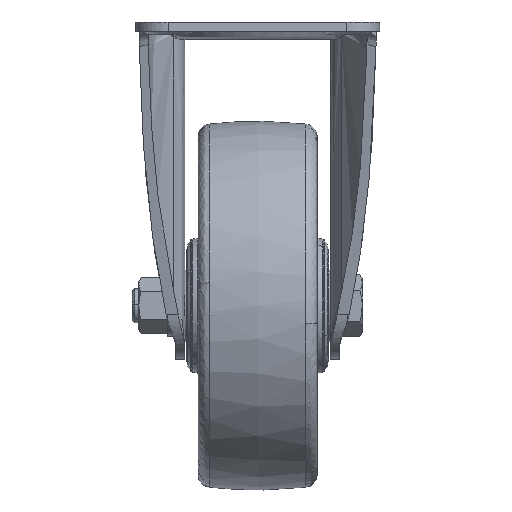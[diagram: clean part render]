
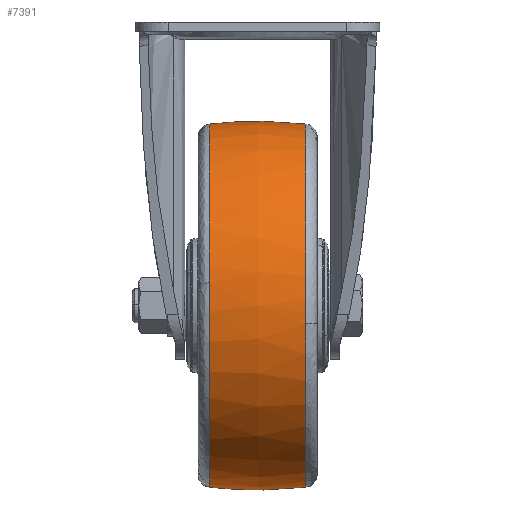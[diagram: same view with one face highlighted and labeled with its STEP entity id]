
A CAD part, left-side view. The second image highlights one B-rep face of the part: STEP entity #7391.
In plain terms, the highlighted free-form (B-spline) face has degree [2, 2] with [5, 7] control points.
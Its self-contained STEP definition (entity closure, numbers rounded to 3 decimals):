
#6893=CARTESIAN_POINT('',(-63.527,17.01,-91.975));
#6894=VERTEX_POINT('',#6893);
#6908=CARTESIAN_POINT('',(0.0,17.01,-35.968));
#6909=VERTEX_POINT('',#6908);
#6910=CARTESIAN_POINT('',(0.0,17.01,-35.968));
#6911=CARTESIAN_POINT('',(-56.452,17.01,-35.968));
#6912=CARTESIAN_POINT('',(-63.527,17.01,-91.975));
#6920=(BOUNDED_CURVE()B_SPLINE_CURVE(2,(#6910,#6911,#6912),.UNSPECIFIED.,.F.,.U.)B_SPLINE_CURVE_WITH_KNOTS((3,3),(0.5,0.728),.UNSPECIFIED.)CURVE()GEOMETRIC_REPRESENTATION_ITEM()RATIONAL_B_SPLINE_CURVE((1.0,0.733,0.954))REPRESENTATION_ITEM(''));
#6921=EDGE_CURVE('',#6909,#6894,#6920,.T.);
#6987=CARTESIAN_POINT('',(0.0,17.01,-164.032));
#6988=VERTEX_POINT('',#6987);
#7002=CARTESIAN_POINT('',(-63.527,17.01,-91.975));
#7003=CARTESIAN_POINT('',(-64.032,17.01,-95.971));
#7004=CARTESIAN_POINT('',(-64.032,17.01,-100.));
#7005=CARTESIAN_POINT('',(-64.032,17.01,-164.032));
#7006=CARTESIAN_POINT('',(0.0,17.01,-164.032));
#7014=(BOUNDED_CURVE()B_SPLINE_CURVE(2,(#7002,#7003,#7004,#7005,#7006),.UNSPECIFIED.,.F.,.U.)B_SPLINE_CURVE_WITH_KNOTS((3,2,3),(0.728,0.75,1.0),.UNSPECIFIED.)CURVE()GEOMETRIC_REPRESENTATION_ITEM()RATIONAL_B_SPLINE_CURVE((0.954,0.975,1.0,0.707,1.0))REPRESENTATION_ITEM(''));
#7015=EDGE_CURVE('',#6894,#6988,#7014,.T.);
#7257=CARTESIAN_POINT('',(0.0,-17.01,-164.032));
#7258=VERTEX_POINT('',#7257);
#7259=CARTESIAN_POINT('',(0.0,-17.01,-164.032));
#7260=CARTESIAN_POINT('',(0.0,-9.953,-164.838));
#7261=CARTESIAN_POINT('',(0.0,1.43,-165.323));
#7262=CARTESIAN_POINT('',(0.0,12.776,-164.516));
#7263=CARTESIAN_POINT('',(0.0,17.01,-164.032));
#7264=B_SPLINE_CURVE_WITH_KNOTS('',3,(#7259,#7260,#7261,#7262,#7263),.UNSPECIFIED.,.F.,.U.,(4,1,4),(0.,21.309,34.094),.UNSPECIFIED.);
#7265=EDGE_CURVE('',#7258,#6988,#7264,.T.);
#7269=CARTESIAN_POINT('',(0.0,-17.01,-35.968));
#7270=VERTEX_POINT('',#7269);
#7271=CARTESIAN_POINT('',(0.0,-17.01,-35.968));
#7272=CARTESIAN_POINT('',(0.0,-12.776,-35.484));
#7273=CARTESIAN_POINT('',(0.0,-1.43,-34.677));
#7274=CARTESIAN_POINT('',(0.0,9.953,-35.162));
#7275=CARTESIAN_POINT('',(0.0,17.01,-35.968));
#7276=B_SPLINE_CURVE_WITH_KNOTS('',3,(#7271,#7272,#7273,#7274,#7275),.UNSPECIFIED.,.F.,.U.,(4,1,4),(0.,12.785,34.094),.UNSPECIFIED.);
#7277=EDGE_CURVE('',#7270,#6909,#7276,.T.);
#7312=CARTESIAN_POINT('',(1.784,-18.723,-36.173));
#7313=CARTESIAN_POINT('',(1.817,-9.398,-35.));
#7314=CARTESIAN_POINT('',(1.817,0.,-35.));
#7315=CARTESIAN_POINT('',(1.817,9.398,-35.));
#7316=CARTESIAN_POINT('',(1.784,18.723,-36.173));
#7317=CARTESIAN_POINT('',(0.897,-18.723,-36.173));
#7318=CARTESIAN_POINT('',(0.914,-9.398,-35.));
#7319=CARTESIAN_POINT('',(0.914,0.,-35.));
#7320=CARTESIAN_POINT('',(0.914,9.398,-35.));
#7321=CARTESIAN_POINT('',(0.897,18.723,-36.173));
#7322=CARTESIAN_POINT('',(-63.827,-18.723,-36.173));
#7323=CARTESIAN_POINT('',(-65.0,-9.398,-35.));
#7324=CARTESIAN_POINT('',(-65.,0.,-35.));
#7325=CARTESIAN_POINT('',(-65.,9.398,-35.));
#7326=CARTESIAN_POINT('',(-63.827,18.723,-36.173));
#7327=CARTESIAN_POINT('',(-63.827,-18.723,-100.0));
#7328=CARTESIAN_POINT('',(-65.,-9.398,-100.0));
#7329=CARTESIAN_POINT('',(-65.,0.,-100.0));
#7330=CARTESIAN_POINT('',(-65.,9.398,-100.0));
#7331=CARTESIAN_POINT('',(-63.827,18.723,-100.0));
#7332=CARTESIAN_POINT('',(-63.827,-18.723,-163.827));
#7333=CARTESIAN_POINT('',(-65.0,-9.398,-165.));
#7334=CARTESIAN_POINT('',(-65.,0.,-165.));
#7335=CARTESIAN_POINT('',(-65.,9.398,-165.));
#7336=CARTESIAN_POINT('',(-63.827,18.723,-163.827));
#7337=CARTESIAN_POINT('',(0.897,-18.723,-163.827));
#7338=CARTESIAN_POINT('',(0.914,-9.398,-165.));
#7339=CARTESIAN_POINT('',(0.914,0.,-165.0));
#7340=CARTESIAN_POINT('',(0.914,9.398,-165.));
#7341=CARTESIAN_POINT('',(0.897,18.723,-163.827));
#7342=CARTESIAN_POINT('',(1.784,-18.723,-163.827));
#7343=CARTESIAN_POINT('',(1.817,-9.398,-165.));
#7344=CARTESIAN_POINT('',(1.817,0.,-165.));
#7345=CARTESIAN_POINT('',(1.817,9.398,-165.));
#7346=CARTESIAN_POINT('',(1.784,18.723,-163.827));
#7354=(BOUNDED_SURFACE()B_SPLINE_SURFACE(2,2,((#7312,#7317,#7322,#7327,#7332,#7337,#7342),(#7313,#7318,#7323,#7328,#7333,#7338,#7343),(#7314,#7319,#7324,#7329,#7334,#7339,#7344),(#7315,#7320,#7325,#7330,#7335,#7340,#7345),(#7316,#7321,#7326,#7331,#7336,#7341,#7346)),.UNSPECIFIED.,.F.,.F.,.U.)B_SPLINE_SURFACE_WITH_KNOTS((3,2,3),(3,1,2,1,3),(0.0,19.013,38.025),(0.0,2.154,109.849,217.545,219.699),.UNSPECIFIED.)GEOMETRIC_REPRESENTATION_ITEM()RATIONAL_B_SPLINE_SURFACE(((0.985,0.979,0.688,0.974,0.688,0.979,0.985),(0.996,0.991,0.696,0.985,0.696,0.991,0.996),(1.012,1.006,0.707,1.0,0.707,1.006,1.012),(0.996,0.991,0.696,0.985,0.696,0.991,0.996),(0.985,0.979,0.688,0.974,0.688,0.979,0.985)))REPRESENTATION_ITEM('')SURFACE());
#7355=ORIENTED_EDGE('',*,*,#7265,.F.);
#7356=CARTESIAN_POINT('',(-63.709,-17.01,-106.426));
#7357=VERTEX_POINT('',#7356);
#7358=CARTESIAN_POINT('',(-63.709,-17.01,-106.426));
#7359=CARTESIAN_POINT('',(-57.898,-17.01,-164.032));
#7360=CARTESIAN_POINT('',(0.0,-17.01,-164.032));
#7368=(BOUNDED_CURVE()B_SPLINE_CURVE(2,(#7358,#7359,#7360),.UNSPECIFIED.,.F.,.U.)B_SPLINE_CURVE_WITH_KNOTS((3,3),(0.767,1.0),.UNSPECIFIED.)CURVE()GEOMETRIC_REPRESENTATION_ITEM()RATIONAL_B_SPLINE_CURVE((0.962,0.728,1.0))REPRESENTATION_ITEM(''));
#7369=EDGE_CURVE('',#7357,#7258,#7368,.T.);
#7370=ORIENTED_EDGE('',*,*,#7369,.F.);
#7371=CARTESIAN_POINT('',(0.0,-17.01,-35.968));
#7372=CARTESIAN_POINT('',(-64.032,-17.01,-35.968));
#7373=CARTESIAN_POINT('',(-64.032,-17.01,-100.));
#7374=CARTESIAN_POINT('',(-64.032,-17.01,-103.221));
#7375=CARTESIAN_POINT('',(-63.709,-17.01,-106.426));
#7383=(BOUNDED_CURVE()B_SPLINE_CURVE(2,(#7371,#7372,#7373,#7374,#7375),.UNSPECIFIED.,.F.,.U.)B_SPLINE_CURVE_WITH_KNOTS((3,2,3),(0.5,0.75,0.767),.UNSPECIFIED.)CURVE()GEOMETRIC_REPRESENTATION_ITEM()RATIONAL_B_SPLINE_CURVE((1.0,0.707,1.0,0.98,0.962))REPRESENTATION_ITEM(''));
#7384=EDGE_CURVE('',#7270,#7357,#7383,.T.);
#7385=ORIENTED_EDGE('',*,*,#7384,.F.);
#7386=ORIENTED_EDGE('',*,*,#7277,.T.);
#7387=ORIENTED_EDGE('',*,*,#6921,.T.);
#7388=ORIENTED_EDGE('',*,*,#7015,.T.);
#7389=EDGE_LOOP('',(#7355,#7370,#7385,#7386,#7387,#7388));
#7390=FACE_OUTER_BOUND('',#7389,.T.);
#7391=ADVANCED_FACE('',(#7390),#7354,.T.);
